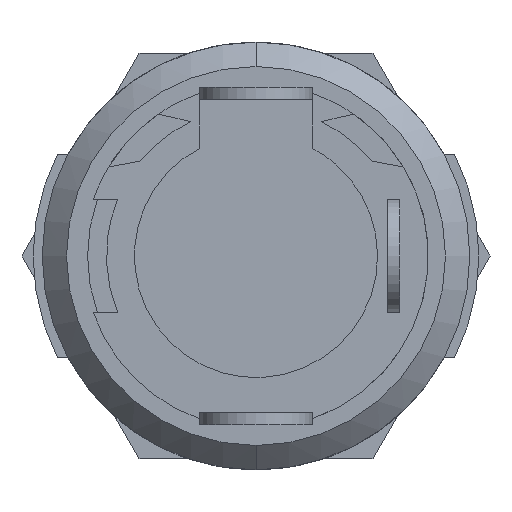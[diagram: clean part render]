
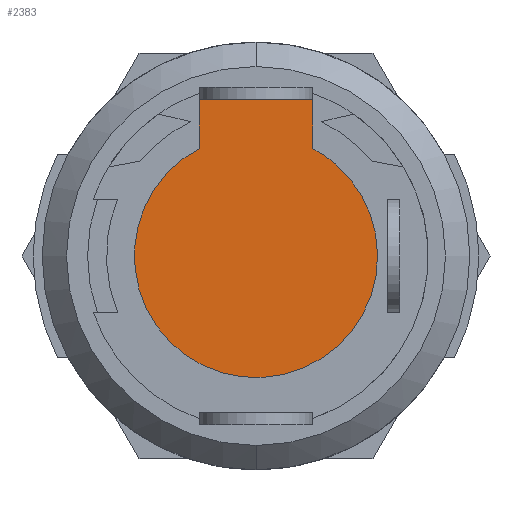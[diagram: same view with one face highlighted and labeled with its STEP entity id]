
A CAD part, left-side view. The second image highlights one B-rep face of the part: STEP entity #2383.
In plain terms, the highlighted planar face has unit normal (-1, 0, 0).
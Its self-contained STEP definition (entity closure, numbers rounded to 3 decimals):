
#466=DIRECTION('',(0.,-1.,0.));
#467=VECTOR('',#466,2.8);
#468=CARTESIAN_POINT('',(-13.5,1.4,3.862));
#469=LINE('',#468,#467);
#508=DIRECTION('',(0.,0.,-1.));
#509=VECTOR('',#508,1.208);
#510=CARTESIAN_POINT('',(-13.5,1.4,3.862));
#511=LINE('',#510,#509);
#512=DIRECTION('',(0.,0.,1.));
#513=VECTOR('',#512,1.208);
#514=CARTESIAN_POINT('',(-13.5,-1.4,2.653));
#515=LINE('',#514,#513);
#516=CARTESIAN_POINT('',(-13.5,1.4,2.653));
#517=CARTESIAN_POINT('',(-13.5,1.557,2.57));
#518=CARTESIAN_POINT('',(-13.5,1.853,2.379));
#519=CARTESIAN_POINT('',(-13.5,2.245,2.014));
#520=CARTESIAN_POINT('',(-13.5,2.565,1.585));
#521=CARTESIAN_POINT('',(-13.5,2.802,1.115));
#522=CARTESIAN_POINT('',(-13.5,2.956,0.597));
#523=CARTESIAN_POINT('',(-13.5,3.015,0.063));
#524=CARTESIAN_POINT('',(-13.5,2.979,-0.472));
#525=CARTESIAN_POINT('',(-13.5,2.847,-0.995));
#526=CARTESIAN_POINT('',(-13.5,2.63,-1.474));
#527=CARTESIAN_POINT('',(-13.5,2.334,-1.91));
#528=CARTESIAN_POINT('',(-13.5,1.958,-2.293));
#529=CARTESIAN_POINT('',(-13.5,1.523,-2.603));
#530=CARTESIAN_POINT('',(-13.5,1.039,-2.831));
#531=CARTESIAN_POINT('',(-13.5,0.525,-2.97));
#532=CARTESIAN_POINT('',(-13.5,-0.004,-3.016));
#533=CARTESIAN_POINT('',(-13.5,-0.533,-2.968));
#534=CARTESIAN_POINT('',(-13.5,-1.045,-2.829));
#535=CARTESIAN_POINT('',(-13.5,-1.525,-2.602));
#536=CARTESIAN_POINT('',(-13.5,-1.958,-2.294));
#537=CARTESIAN_POINT('',(-13.5,-2.332,-1.912));
#538=CARTESIAN_POINT('',(-13.5,-2.63,-1.475));
#539=CARTESIAN_POINT('',(-13.5,-2.847,-0.994));
#540=CARTESIAN_POINT('',(-13.5,-2.979,-0.47));
#541=CARTESIAN_POINT('',(-13.5,-3.015,0.065));
#542=CARTESIAN_POINT('',(-13.5,-2.956,0.597));
#543=CARTESIAN_POINT('',(-13.5,-2.803,1.113));
#544=CARTESIAN_POINT('',(-13.5,-2.568,1.581));
#545=CARTESIAN_POINT('',(-13.5,-2.249,2.009));
#546=CARTESIAN_POINT('',(-13.5,-1.858,2.375));
#547=CARTESIAN_POINT('',(-13.5,-1.56,2.569));
#548=CARTESIAN_POINT('',(-13.5,-1.4,2.653));
#1428=VERTEX_POINT('',#516);
#1429=VERTEX_POINT('',#548);
#1565=CARTESIAN_POINT('',(-13.5,-1.4,3.862));
#1566=VERTEX_POINT('',#1565);
#1593=CARTESIAN_POINT('',(-13.5,1.4,3.862));
#1594=VERTEX_POINT('',#1593);
#2369=CARTESIAN_POINT('',(-13.5,0.,0.));
#2370=DIRECTION('',(-1.,0.,0.));
#2371=DIRECTION('',(0.,-0.707,0.707));
#2372=AXIS2_PLACEMENT_3D('',#2369,#2370,#2371);
#2373=PLANE('',#2372);
#2375=ORIENTED_EDGE('',*,*,#2374,.F.);
#2376=ORIENTED_EDGE('',*,*,#2352,.T.);
#2378=ORIENTED_EDGE('',*,*,#2377,.F.);
#2380=ORIENTED_EDGE('',*,*,#2379,.F.);
#2381=EDGE_LOOP('',(#2375,#2376,#2378,#2380));
#2382=FACE_OUTER_BOUND('',#2381,.F.);
#2383=ADVANCED_FACE('',(#2382),#2373,.T.);
#549=B_SPLINE_CURVE_WITH_KNOTS('',3,(#516,#517,#518,#519,#520,#521,#522,#523,
#524,#525,#526,#527,#528,#529,#530,#531,#532,#533,#534,#535,#536,#537,#538,#539,
#540,#541,#542,#543,#544,#545,#546,#547,#548),.UNSPECIFIED.,.F.,.F.,(4,1,1,1,1,
1,1,1,1,1,1,1,1,1,1,1,1,1,1,1,1,1,1,1,1,1,1,1,1,1,4),(0.,0.033,
0.067,0.1,0.133,0.167,0.2,
0.233,0.267,0.3,0.333,0.367,
0.4,0.433,0.467,0.5,0.533,
0.567,0.6,0.633,0.667,0.7,
0.733,0.767,0.8,0.833,0.867,
0.9,0.933,0.967,1.),.UNSPECIFIED.);
#2352=EDGE_CURVE('',#1594,#1566,#469,.T.);
#2374=EDGE_CURVE('',#1594,#1428,#511,.T.);
#2377=EDGE_CURVE('',#1429,#1566,#515,.T.);
#2379=EDGE_CURVE('',#1428,#1429,#549,.T.);
